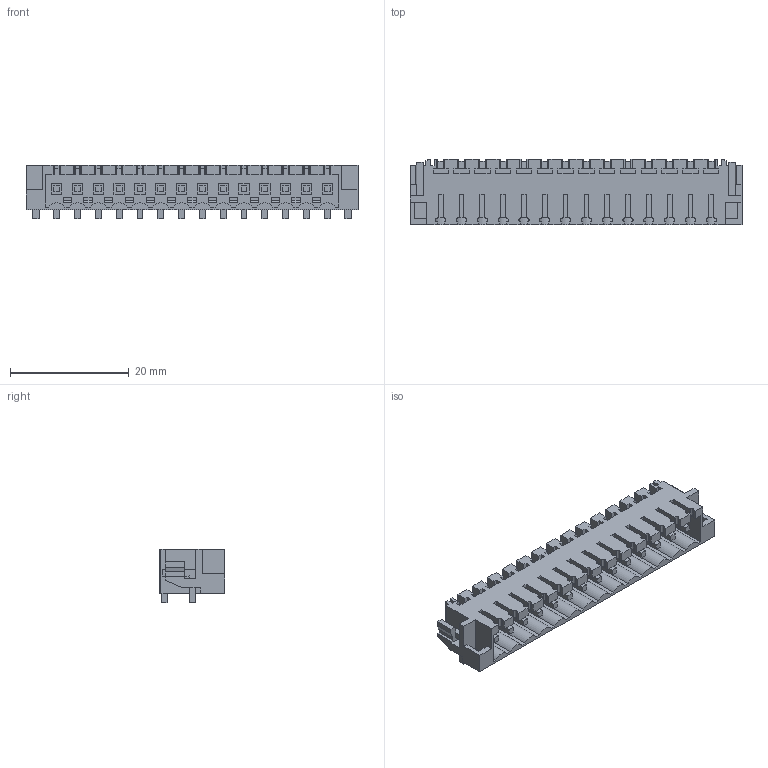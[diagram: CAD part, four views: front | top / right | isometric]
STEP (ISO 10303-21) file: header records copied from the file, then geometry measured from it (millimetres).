
FILE_DESCRIPTION(('CATIA V5 STEP Exchange','CAx-IF Rec.Pracs.--- Model Styling and Organization---1.2---2011-12-15'),'2;1');
FILE_NAME ('D1446210_0_1000690000_1000690000.stp','2018-03-10T07:49:22+00:00',('none'),('Weidmueller'),'CATIA Version 5-6 Release 2014','CATIA V5 STEP AP214','none');
FILE_SCHEMA(('AUTOMOTIVE_DESIGN { 1 0 10303 214 1 1 1 1 }'));
Length unit declared in the file: millimetre
Products named in the file (1): 1000690000
Bounding box: 55.85 x 11.05 x 8.95 mm (x, y, z)
Volume: 1934 mm3; surface area: 5172.7 mm2
Topology: 17 solids, 17 shells, 1022 faces, 3122 edges, 2159 vertices
Faces by surface type: plane 952, cylinder 70
Entity records: 31906 total; most frequent: ORIENTED_EDGE 6244, CARTESIAN_POINT 5783, DIRECTION 4106, EDGE_CURVE 3122, VECTOR 2976, LINE 2976, VERTEX_POINT 2159, EDGE_LOOP 1079
